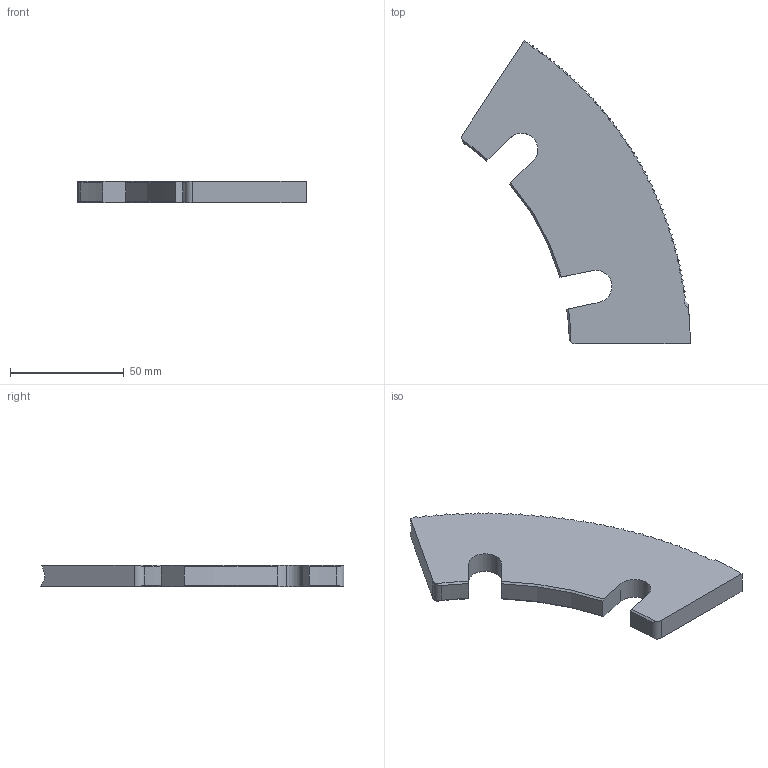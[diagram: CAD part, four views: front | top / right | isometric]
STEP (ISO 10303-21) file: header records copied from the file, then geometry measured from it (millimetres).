
FILE_DESCRIPTION (( 'STEP AP203' ), '1' );
FILE_NAME ('M3536-S.STEP', '2022-04-20T20:31:55', ( '' ), ( '' ), 'SwSTEP 2.0', 'SolidWorks 2020', '' );
FILE_SCHEMA (( 'CONFIG_CONTROL_DESIGN' ));
Length unit declared in the file: inch
Products named in the file (1): M3536-S
Bounding box: 100.38 x 133.6 x 9.49 mm (x, y, z)
Volume: 58025.6 mm3; surface area: 16890 mm2
Topology: 1 solids, 1 shells, 88 faces, 258 edges, 172 vertices
Faces by surface type: sphere 62, cylinder 10, plane 8, cone 6, torus 2
Entity records: 4106 total; most frequent: CARTESIAN_POINT 1681, ORIENTED_EDGE 516, DIRECTION 515, EDGE_CURVE 258, AXIS2_PLACEMENT_3D 244, VERTEX_POINT 172, CIRCLE 155, FACE_OUTER_BOUND 88
